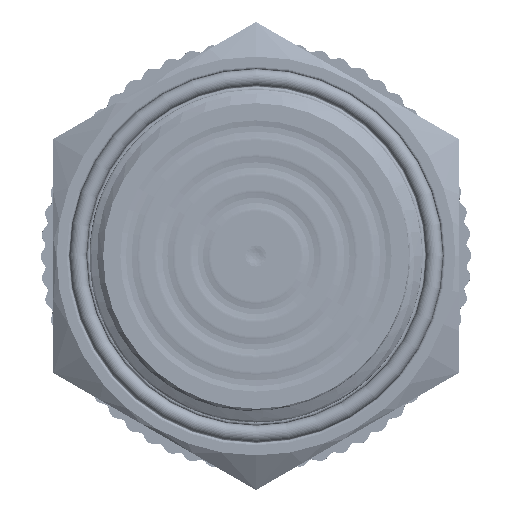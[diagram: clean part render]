
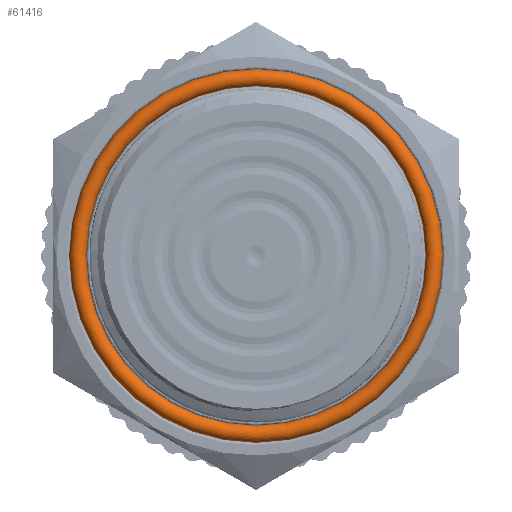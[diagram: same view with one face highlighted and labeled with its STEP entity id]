
A CAD part, left-side view. The second image highlights one B-rep face of the part: STEP entity #61416.
In plain terms, the highlighted toroidal (fillet/blend) face has major radius 14.075 mm and minor radius 0.675 mm.
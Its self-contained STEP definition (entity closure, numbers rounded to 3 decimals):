
#5891=TOROIDAL_SURFACE('',#69441,14.075,0.675);
#11732=FACE_OUTER_BOUND('',#15838,.T.);
#15838=EDGE_LOOP('',(#57098,#57099,#57100,#57101));
#16728=CIRCLE('',#69442,0.675);
#16729=CIRCLE('',#69443,13.4);
#29240=VERTEX_POINT('',#147136);
#38526=EDGE_CURVE('',#29240,#29240,#16728,.T.);
#38527=EDGE_CURVE('',#29240,#29240,#16729,.T.);
#57098=ORIENTED_EDGE('',*,*,#38526,.F.);
#57099=ORIENTED_EDGE('',*,*,#38527,.T.);
#57100=ORIENTED_EDGE('',*,*,#38526,.T.);
#57101=ORIENTED_EDGE('',*,*,#38527,.F.);
#61416=ADVANCED_FACE('',(#11732),#5891,.T.);
#69441=AXIS2_PLACEMENT_3D('',#147135,#87884,#87885);
#69442=AXIS2_PLACEMENT_3D('',#147137,#87886,#87887);
#69443=AXIS2_PLACEMENT_3D('',#147138,#87888,#87889);
#87884=DIRECTION('center_axis',(1.,0.,0.));
#87885=DIRECTION('ref_axis',(0.,0.,-1.));
#87886=DIRECTION('center_axis',(0.,-1.,0.));
#87887=DIRECTION('ref_axis',(0.,0.,1.));
#87888=DIRECTION('center_axis',(-1.,0.,0.));
#87889=DIRECTION('ref_axis',(0.,0.,-1.));
#147135=CARTESIAN_POINT('Origin',(17.2,0.,0.));
#147136=CARTESIAN_POINT('',(17.2,0.,13.4));
#147137=CARTESIAN_POINT('Origin',(17.2,0.,14.075));
#147138=CARTESIAN_POINT('Origin',(17.2,0.,0.));
